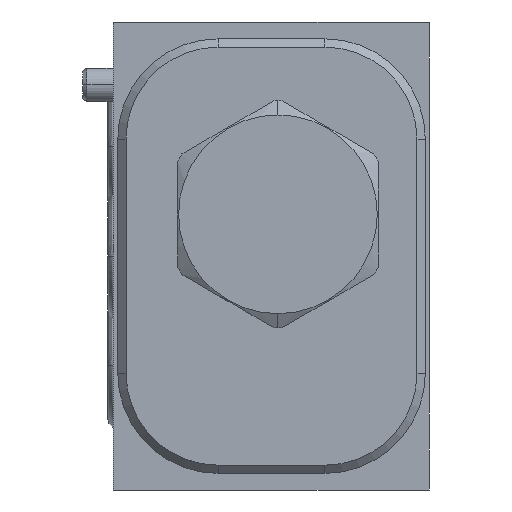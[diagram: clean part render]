
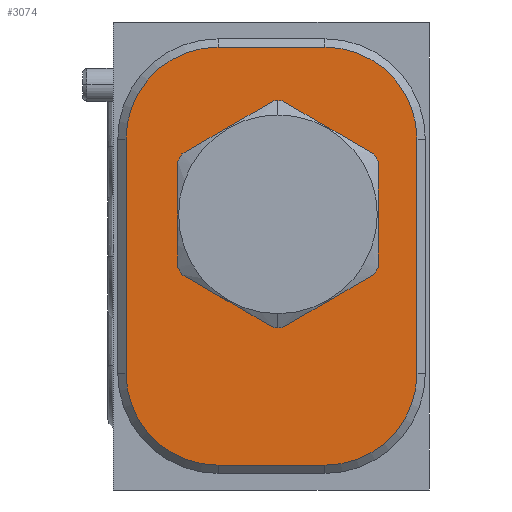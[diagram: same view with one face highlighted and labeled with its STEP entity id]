
A CAD part, left-side view. The second image highlights one B-rep face of the part: STEP entity #3074.
In plain terms, the highlighted planar face has unit normal (-1, 0, 0).
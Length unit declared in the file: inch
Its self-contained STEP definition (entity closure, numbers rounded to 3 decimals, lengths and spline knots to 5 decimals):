
#57=CARTESIAN_POINT('',(0.,-0.791,0.437));
#58=DIRECTION('',(1.,0.,0.));
#59=DIRECTION('',(0.,-1.,0.));
#60=AXIS2_PLACEMENT_3D('',#57,#58,#59);
#71=CARTESIAN_POINT('',(0.,-0.615,1.031));
#72=DIRECTION('',(1.,0.,0.));
#73=DIRECTION('',(0.,0.,-1.));
#74=AXIS2_PLACEMENT_3D('',#71,#72,#73);
#76=CARTESIAN_POINT('',(0.,-0.615,1.031));
#77=DIRECTION('',(1.,0.,0.));
#78=DIRECTION('',(0.,0.,1.));
#79=AXIS2_PLACEMENT_3D('',#76,#77,#78);
#2476=DIRECTION('',(0.,1.,0.));
#2477=VECTOR('',#2476,0.4);
#2478=CARTESIAN_POINT('',(0.,-0.791,0.093));
#2479=LINE('',#2478,#2477);
#2496=CARTESIAN_POINT('',(0.,-0.391,0.437));
#2497=DIRECTION('',(1.,0.,0.));
#2498=DIRECTION('',(0.,0.,-1.));
#2499=AXIS2_PLACEMENT_3D('',#2496,#2497,#2498);
#2514=DIRECTION('',(0.,0.,1.));
#2515=VECTOR('',#2514,0.875);
#2516=CARTESIAN_POINT('',(0.,-0.047,0.437));
#2517=LINE('',#2516,#2515);
#2530=CARTESIAN_POINT('',(0.,-0.391,1.312));
#2531=DIRECTION('',(1.,0.,0.));
#2532=DIRECTION('',(0.,1.,0.));
#2533=AXIS2_PLACEMENT_3D('',#2530,#2531,#2532);
#2544=DIRECTION('',(0.,-1.,0.));
#2545=VECTOR('',#2544,0.4);
#2546=CARTESIAN_POINT('',(0.,-0.391,1.656));
#2547=LINE('',#2546,#2545);
#2564=CARTESIAN_POINT('',(0.,-0.791,1.312));
#2565=DIRECTION('',(1.,0.,0.));
#2566=DIRECTION('',(0.,0.,1.));
#2567=AXIS2_PLACEMENT_3D('',#2564,#2565,#2566);
#2578=DIRECTION('',(0.,0.,-1.));
#2579=VECTOR('',#2578,0.875);
#2580=CARTESIAN_POINT('',(0.,-1.135,1.312));
#2581=LINE('',#2580,#2579);
#2816=CARTESIAN_POINT('',(0.,-0.615,1.3835));
#2817=VERTEX_POINT('',#2816);
#2826=CARTESIAN_POINT('',(0.,-0.615,0.6785));
#2827=VERTEX_POINT('',#2826);
#2864=CARTESIAN_POINT('',(0.,-0.047,0.437));
#2865=CARTESIAN_POINT('',(0.,-0.047,1.312));
#2866=VERTEX_POINT('',#2864);
#2867=VERTEX_POINT('',#2865);
#2872=CARTESIAN_POINT('',(0.,-0.391,1.656));
#2873=VERTEX_POINT('',#2872);
#2876=CARTESIAN_POINT('',(0.,-0.791,1.656));
#2877=VERTEX_POINT('',#2876);
#2880=CARTESIAN_POINT('',(0.,-1.135,1.312));
#2881=VERTEX_POINT('',#2880);
#2884=CARTESIAN_POINT('',(0.,-1.135,0.437));
#2885=VERTEX_POINT('',#2884);
#2888=CARTESIAN_POINT('',(0.,-0.791,0.093));
#2889=VERTEX_POINT('',#2888);
#2892=CARTESIAN_POINT('',(0.,-0.391,0.093));
#2893=VERTEX_POINT('',#2892);
#3046=CARTESIAN_POINT('',(0.,0.,0.));
#3047=DIRECTION('',(-1.,0.,0.));
#3048=DIRECTION('',(0.,-1.,0.));
#3049=AXIS2_PLACEMENT_3D('',#3046,#3047,#3048);
#3050=PLANE('',#3049);
#3051=ORIENTED_EDGE('',*,*,#3036,.T.);
#3053=ORIENTED_EDGE('',*,*,#3052,.T.);
#3055=ORIENTED_EDGE('',*,*,#3054,.T.);
#3057=ORIENTED_EDGE('',*,*,#3056,.T.);
#3059=ORIENTED_EDGE('',*,*,#3058,.T.);
#3061=ORIENTED_EDGE('',*,*,#3060,.T.);
#3063=ORIENTED_EDGE('',*,*,#3062,.T.);
#3065=ORIENTED_EDGE('',*,*,#3064,.T.);
#3066=EDGE_LOOP('',(#3051,#3053,#3055,#3057,#3059,#3061,#3063,#3065));
#3067=FACE_OUTER_BOUND('',#3066,.F.);
#3069=ORIENTED_EDGE('',*,*,#3068,.F.);
#3071=ORIENTED_EDGE('',*,*,#3070,.F.);
#3072=EDGE_LOOP('',(#3069,#3071));
#3073=FACE_BOUND('',#3072,.F.);
#3074=ADVANCED_FACE('',(#3067,#3073),#3050,.T.);
#61=CIRCLE('',#60,0.344);
#75=CIRCLE('',#74,0.3525);
#80=CIRCLE('',#79,0.3525);
#2500=CIRCLE('',#2499,0.344);
#2534=CIRCLE('',#2533,0.344);
#2568=CIRCLE('',#2567,0.344);
#3036=EDGE_CURVE('',#2885,#2889,#61,.T.);
#3052=EDGE_CURVE('',#2889,#2893,#2479,.T.);
#3054=EDGE_CURVE('',#2893,#2866,#2500,.T.);
#3056=EDGE_CURVE('',#2866,#2867,#2517,.T.);
#3058=EDGE_CURVE('',#2867,#2873,#2534,.T.);
#3060=EDGE_CURVE('',#2873,#2877,#2547,.T.);
#3062=EDGE_CURVE('',#2877,#2881,#2568,.T.);
#3064=EDGE_CURVE('',#2881,#2885,#2581,.T.);
#3068=EDGE_CURVE('',#2827,#2817,#75,.T.);
#3070=EDGE_CURVE('',#2817,#2827,#80,.T.);
